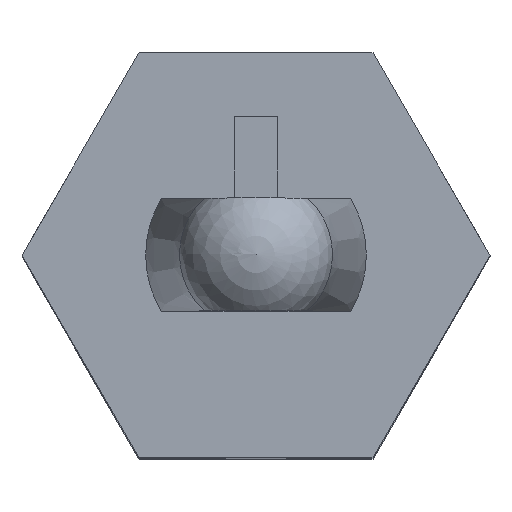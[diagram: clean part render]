
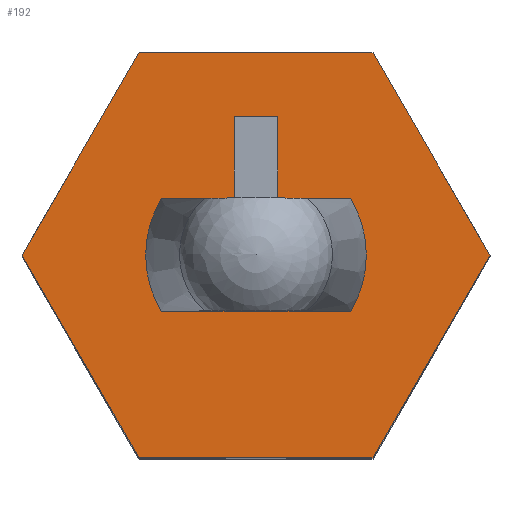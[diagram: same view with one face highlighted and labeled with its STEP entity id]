
A CAD part, top view. The second image highlights one B-rep face of the part: STEP entity #192.
In plain terms, the highlighted planar face has unit normal (0, 0, 1).
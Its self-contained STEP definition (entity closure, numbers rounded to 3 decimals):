
#192 = ADVANCED_FACE( '', ( #390, #391, #392 ), #393, .F. );
#390 = FACE_BOUND( '', #589, .T. );
#391 = FACE_BOUND( '', #590, .T. );
#392 = FACE_OUTER_BOUND( '', #591, .T. );
#393 = PLANE( '', #592 );
#589 = EDGE_LOOP( '', ( #1080, #1081, #1082, #1083 ) );
#590 = EDGE_LOOP( '', ( #1084, #1085, #1086, #1087 ) );
#591 = EDGE_LOOP( '', ( #1088, #1089, #1090, #1091, #1092, #1093 ) );
#592 = AXIS2_PLACEMENT_3D( '', #1094, #1095, #1096 );
#1080 = ORIENTED_EDGE( '', *, *, #1381, .T. );
#1081 = ORIENTED_EDGE( '', *, *, #1373, .T. );
#1082 = ORIENTED_EDGE( '', *, *, #1229, .T. );
#1083 = ORIENTED_EDGE( '', *, *, #1382, .T. );
#1084 = ORIENTED_EDGE( '', *, *, #1276, .T. );
#1085 = ORIENTED_EDGE( '', *, *, #1223, .T. );
#1086 = ORIENTED_EDGE( '', *, *, #1211, .F. );
#1087 = ORIENTED_EDGE( '', *, *, #1383, .T. );
#1088 = ORIENTED_EDGE( '', *, *, #1290, .F. );
#1089 = ORIENTED_EDGE( '', *, *, #1216, .F. );
#1090 = ORIENTED_EDGE( '', *, *, #1188, .F. );
#1091 = ORIENTED_EDGE( '', *, *, #1298, .F. );
#1092 = ORIENTED_EDGE( '', *, *, #1312, .F. );
#1093 = ORIENTED_EDGE( '', *, *, #1369, .F. );
#1094 = CARTESIAN_POINT( '', ( 0., 0., 15.9 ) );
#1095 = DIRECTION( '', ( 0., 0., -1. ) );
#1096 = DIRECTION( '', ( -1., 0., 0. ) );
#1188 = EDGE_CURVE( '', #1414, #1416, #1417, .T. );
#1211 = EDGE_CURVE( '', #1456, #1452, #1458, .T. );
#1216 = EDGE_CURVE( '', #1416, #1460, #1465, .T. );
#1223 = EDGE_CURVE( '', #1475, #1452, #1476, .T. );
#1229 = EDGE_CURVE( '', #1487, #1485, #1488, .T. );
#1276 = EDGE_CURVE( '', #1559, #1475, #1560, .T. );
#1290 = EDGE_CURVE( '', #1460, #1575, #1579, .T. );
#1298 = EDGE_CURVE( '', #1587, #1414, #1589, .T. );
#1312 = EDGE_CURVE( '', #1606, #1587, #1608, .T. );
#1369 = EDGE_CURVE( '', #1575, #1606, #1682, .T. );
#1373 = EDGE_CURVE( '', #1686, #1487, #1687, .T. );
#1381 = EDGE_CURVE( '', #1697, #1686, #1698, .T. );
#1382 = EDGE_CURVE( '', #1485, #1697, #1699, .T. );
#1383 = EDGE_CURVE( '', #1456, #1559, #1700, .T. );
#1414 = VERTEX_POINT( '', #1738 );
#1416 = VERTEX_POINT( '', #1741 );
#1417 = LINE( '', #1742, #1743 );
#1452 = VERTEX_POINT( '', #1793 );
#1456 = VERTEX_POINT( '', #1799 );
#1458 = LINE( '', #1802, #1803 );
#1460 = VERTEX_POINT( '', #1805 );
#1465 = LINE( '', #1813, #1814 );
#1475 = VERTEX_POINT( '', #1828 );
#1476 = LINE( '', #1829, #1830 );
#1485 = VERTEX_POINT( '', #1855 );
#1487 = VERTEX_POINT( '', #1866 );
#1488 = LINE( '', #1867, #1868 );
#1559 = VERTEX_POINT( '', #1968 );
#1560 = CIRCLE( '', #1969, 2. );
#1575 = VERTEX_POINT( '', #1996 );
#1579 = LINE( '', #2002, #2003 );
#1587 = VERTEX_POINT( '', #2015 );
#1589 = LINE( '', #2018, #2019 );
#1606 = VERTEX_POINT( '', #2041 );
#1608 = LINE( '', #2044, #2045 );
#1682 = LINE( '', #2154, #2155 );
#1686 = VERTEX_POINT( '', #2160 );
#1687 = LINE( '', #2161, #2162 );
#1697 = VERTEX_POINT( '', #2176 );
#1698 = LINE( '', #2177, #2178 );
#1699 = CIRCLE( '', #2179, 2. );
#1700 = LINE( '', #2180, #2181 );
#1738 = CARTESIAN_POINT( '', ( -2.281, 3.95, 15.9 ) );
#1741 = CARTESIAN_POINT( '', ( 2.281, 3.95, 15.9 ) );
#1742 = CARTESIAN_POINT( '', ( -2.281, 3.95, 15.9 ) );
#1743 = VECTOR( '', #2215, 1000. );
#1793 = CARTESIAN_POINT( '', ( -1., 1.1, 15.9 ) );
#1799 = CARTESIAN_POINT( '', ( -1., -1.1, 15.9 ) );
#1802 = CARTESIAN_POINT( '', ( -1., -1.1, 15.9 ) );
#1803 = VECTOR( '', #2234, 1000. );
#1805 = CARTESIAN_POINT( '', ( 4.561, 0., 15.9 ) );
#1813 = CARTESIAN_POINT( '', ( 2.281, 3.95, 15.9 ) );
#1814 = VECTOR( '', #2238, 1000. );
#1828 = CARTESIAN_POINT( '', ( -1.67, 1.1, 15.9 ) );
#1829 = CARTESIAN_POINT( '', ( -2.15, 1.1, 15.9 ) );
#1830 = VECTOR( '', #2243, 1000. );
#1855 = CARTESIAN_POINT( '', ( 1.67, 1.1, 15.9 ) );
#1866 = CARTESIAN_POINT( '', ( 1., 1.1, 15.9 ) );
#1867 = CARTESIAN_POINT( '', ( -2.15, 1.1, 15.9 ) );
#1868 = VECTOR( '', #2247, 1000. );
#1968 = CARTESIAN_POINT( '', ( -1.67, -1.1, 15.9 ) );
#1969 = AXIS2_PLACEMENT_3D( '', #2302, #2303, #2304 );
#1996 = CARTESIAN_POINT( '', ( 2.281, -3.95, 15.9 ) );
#2002 = CARTESIAN_POINT( '', ( 4.561, 0., 15.9 ) );
#2003 = VECTOR( '', #2319, 1000. );
#2015 = CARTESIAN_POINT( '', ( -4.561, 0., 15.9 ) );
#2018 = CARTESIAN_POINT( '', ( -2.281, 3.95, 15.9 ) );
#2019 = VECTOR( '', #2325, 1000. );
#2041 = CARTESIAN_POINT( '', ( -2.281, -3.95, 15.9 ) );
#2044 = CARTESIAN_POINT( '', ( -4.561, 0., 15.9 ) );
#2045 = VECTOR( '', #2338, 1000. );
#2154 = CARTESIAN_POINT( '', ( 2.281, -3.95, 15.9 ) );
#2155 = VECTOR( '', #2384, 1000. );
#2160 = CARTESIAN_POINT( '', ( 1., -1.1, 15.9 ) );
#2161 = CARTESIAN_POINT( '', ( 1., -1.1, 15.9 ) );
#2162 = VECTOR( '', #2386, 1000. );
#2176 = CARTESIAN_POINT( '', ( 1.67, -1.1, 15.9 ) );
#2177 = CARTESIAN_POINT( '', ( 2.15, -1.1, 15.9 ) );
#2178 = VECTOR( '', #2391, 1000. );
#2179 = AXIS2_PLACEMENT_3D( '', #2392, #2393, #2394 );
#2180 = CARTESIAN_POINT( '', ( 2.15, -1.1, 15.9 ) );
#2181 = VECTOR( '', #2395, 1000. );
#2215 = DIRECTION( '', ( 1., 0., 0. ) );
#2234 = DIRECTION( '', ( 0., 1., 0. ) );
#2238 = DIRECTION( '', ( 0.5, -0.866, 0. ) );
#2243 = DIRECTION( '', ( 1., 0., 0. ) );
#2247 = DIRECTION( '', ( 1., 0., 0. ) );
#2302 = CARTESIAN_POINT( '', ( 0., 0., 15.9 ) );
#2303 = DIRECTION( '', ( 0., 0., -1. ) );
#2304 = DIRECTION( '', ( -1., 0., 0. ) );
#2319 = DIRECTION( '', ( -0.5, -0.866, 0. ) );
#2325 = DIRECTION( '', ( 0.5, 0.866, 0. ) );
#2338 = DIRECTION( '', ( -0.5, 0.866, 0. ) );
#2384 = DIRECTION( '', ( -1., 0., 0. ) );
#2386 = DIRECTION( '', ( 0., 1., 0. ) );
#2391 = DIRECTION( '', ( -1., 0., 0. ) );
#2392 = CARTESIAN_POINT( '', ( 0., 0., 15.9 ) );
#2393 = DIRECTION( '', ( 0., 0., -1. ) );
#2394 = DIRECTION( '', ( -1., 0., 0. ) );
#2395 = DIRECTION( '', ( -1., 0., 0. ) );
